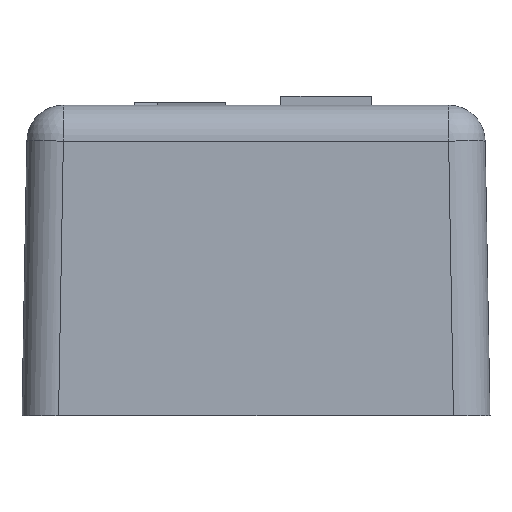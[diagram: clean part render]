
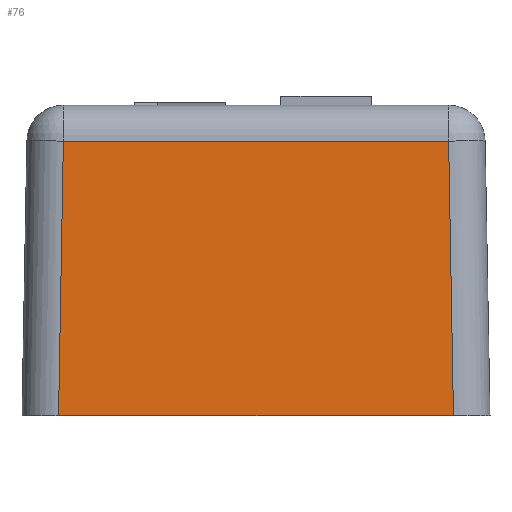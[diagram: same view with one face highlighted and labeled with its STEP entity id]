
A CAD part, left-side view. The second image highlights one B-rep face of the part: STEP entity #76.
In plain terms, the highlighted planar face has unit normal (-1, 0, 0.018).
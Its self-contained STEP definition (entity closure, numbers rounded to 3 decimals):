
#76 = ADVANCED_FACE( '', ( #163 ), #164, .T. );
#163 = FACE_OUTER_BOUND( '', #330, .T. );
#164 = PLANE( '', #331 );
#330 = EDGE_LOOP( '', ( #537, #538, #539, #540 ) );
#331 = AXIS2_PLACEMENT_3D( '', #541, #542, #543 );
#537 = ORIENTED_EDGE( '', *, *, #1173, .T. );
#538 = ORIENTED_EDGE( '', *, *, #1174, .T. );
#539 = ORIENTED_EDGE( '', *, *, #1175, .T. );
#540 = ORIENTED_EDGE( '', *, *, #1176, .T. );
#541 = CARTESIAN_POINT( '', ( -12.8, -12.8, 0. ) );
#542 = DIRECTION( '', ( -1., 0., 0.017 ) );
#543 = DIRECTION( '', ( 0.017, 0., 1. ) );
#1173 = EDGE_CURVE( '', #1394, #1395, #1396, .T. );
#1174 = EDGE_CURVE( '', #1395, #1397, #1398, .F. );
#1175 = EDGE_CURVE( '', #1397, #1399, #1400, .F. );
#1176 = EDGE_CURVE( '', #1399, #1394, #1401, .F. );
#1394 = VERTEX_POINT( '', #1774 );
#1395 = VERTEX_POINT( '', #1775 );
#1396 = LINE( '', #1776, #1777 );
#1397 = VERTEX_POINT( '', #1778 );
#1398 = LINE( '', #1779, #1780 );
#1399 = VERTEX_POINT( '', #1781 );
#1400 = LINE( '', #1782, #1783 );
#1401 = LINE( '', #1784, #1785 );
#1774 = CARTESIAN_POINT( '', ( -12.8, -10.8, 0. ) );
#1775 = CARTESIAN_POINT( '', ( -12.538, -10.538, 15.035 ) );
#1776 = CARTESIAN_POINT( '', ( -12.801, -10.801, -0.035 ) );
#1777 = VECTOR( '', #2218, 1000. );
#1778 = CARTESIAN_POINT( '', ( -12.538, 10.538, 15.035 ) );
#1779 = CARTESIAN_POINT( '', ( -12.538, 10.504, 15.035 ) );
#1780 = VECTOR( '', #2219, 1000. );
#1781 = CARTESIAN_POINT( '', ( -12.8, 10.8, 0. ) );
#1782 = CARTESIAN_POINT( '', ( -12.793, 10.793, 0.412 ) );
#1783 = VECTOR( '', #2220, 1000. );
#1784 = CARTESIAN_POINT( '', ( -12.8, -12.8, 0. ) );
#1785 = VECTOR( '', #2221, 1000. );
#2218 = DIRECTION( '', ( 0.017, 0.017, 1. ) );
#2219 = DIRECTION( '', ( 0., -1., 0. ) );
#2220 = DIRECTION( '', ( 0.017, -0.017, 1. ) );
#2221 = DIRECTION( '', ( 0., 1., 0. ) );
